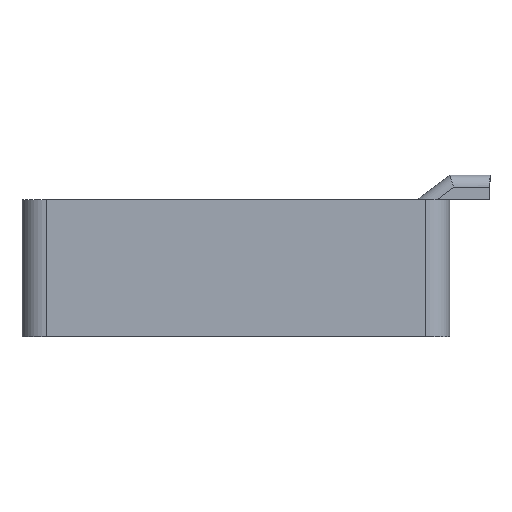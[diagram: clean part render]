
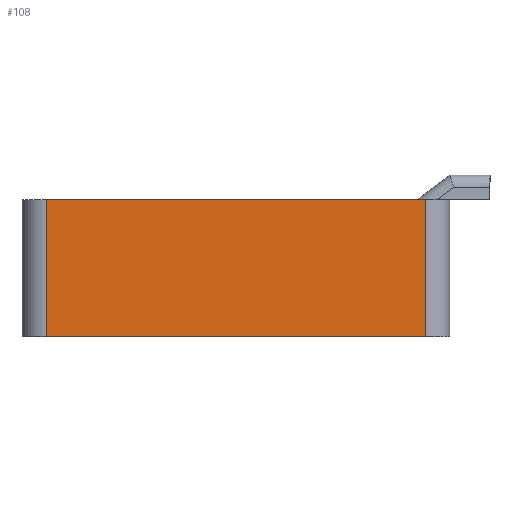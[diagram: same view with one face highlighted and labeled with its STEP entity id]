
A CAD part, left-side view. The second image highlights one B-rep face of the part: STEP entity #108.
In plain terms, the highlighted planar face has unit normal (-1, 0, 0).
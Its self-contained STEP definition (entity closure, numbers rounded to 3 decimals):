
#42 = EDGE_CURVE ( 'NONE', #497, #244, #269, .T. ) ;
#72 = CARTESIAN_POINT ( 'NONE',  ( 0., -47., -17. ) ) ;
#73 = DIRECTION ( 'NONE',  ( 0., 1., 0. ) ) ;
#83 = VERTEX_POINT ( 'NONE', #72 ) ;
#108 = ADVANCED_FACE ( 'NONE', ( #126 ), #428, .T. ) ;
#114 = LINE ( 'NONE', #353, #358 ) ;
#126 = FACE_OUTER_BOUND ( 'NONE', #391, .T. ) ;
#138 = VECTOR ( 'NONE', #398, 1000. ) ;
#145 = CARTESIAN_POINT ( 'NONE',  ( 0., 0., 0. ) ) ;
#165 = ORIENTED_EDGE ( 'NONE', *, *, #440, .F. ) ;
#209 = LINE ( 'NONE', #387, #535 ) ;
#239 = EDGE_CURVE ( 'NONE', #83, #593, #209, .T. ) ;
#244 = VERTEX_POINT ( 'NONE', #488 ) ;
#269 = LINE ( 'NONE', #452, #138 ) ;
#277 = CARTESIAN_POINT ( 'NONE',  ( 0., 47., 17. ) ) ;
#296 = CARTESIAN_POINT ( 'NONE',  ( 0., -47., 17. ) ) ;
#337 = ORIENTED_EDGE ( 'NONE', *, *, #438, .F. ) ;
#342 = DIRECTION ( 'NONE',  ( 0., 0., 1. ) ) ;
#353 = CARTESIAN_POINT ( 'NONE',  ( 0., -53., 17. ) ) ;
#358 = VECTOR ( 'NONE', #492, 1000. ) ;
#374 = DIRECTION ( 'NONE',  ( -1., 0., 0. ) ) ;
#379 = DIRECTION ( 'NONE',  ( 0., 0., 1. ) ) ;
#384 = AXIS2_PLACEMENT_3D ( 'NONE', #145, #374, #379 ) ;
#387 = CARTESIAN_POINT ( 'NONE',  ( 0., -47., 17. ) ) ;
#391 = EDGE_LOOP ( 'NONE', ( #165, #480, #337, #487 ) ) ;
#397 = LINE ( 'NONE', #582, #483 ) ;
#398 = DIRECTION ( 'NONE',  ( 0., 0., -1. ) ) ;
#428 = PLANE ( 'NONE',  #384 ) ;
#438 = EDGE_CURVE ( 'NONE', #83, #244, #397, .T. ) ;
#440 = EDGE_CURVE ( 'NONE', #497, #593, #114, .T. ) ;
#452 = CARTESIAN_POINT ( 'NONE',  ( 0., 47., -17. ) ) ;
#480 = ORIENTED_EDGE ( 'NONE', *, *, #42, .T. ) ;
#483 = VECTOR ( 'NONE', #73, 1000. ) ;
#487 = ORIENTED_EDGE ( 'NONE', *, *, #239, .T. ) ;
#488 = CARTESIAN_POINT ( 'NONE',  ( 0., 47., -17. ) ) ;
#492 = DIRECTION ( 'NONE',  ( 0., -1., 0. ) ) ;
#497 = VERTEX_POINT ( 'NONE', #277 ) ;
#535 = VECTOR ( 'NONE', #342, 1000. ) ;
#582 = CARTESIAN_POINT ( 'NONE',  ( 0., -53., -17. ) ) ;
#593 = VERTEX_POINT ( 'NONE', #296 ) ;
